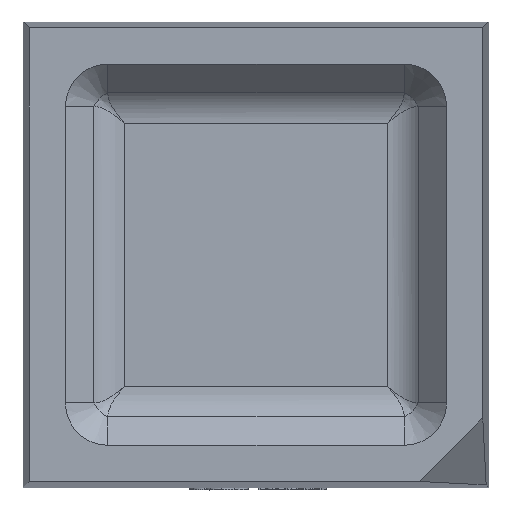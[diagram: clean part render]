
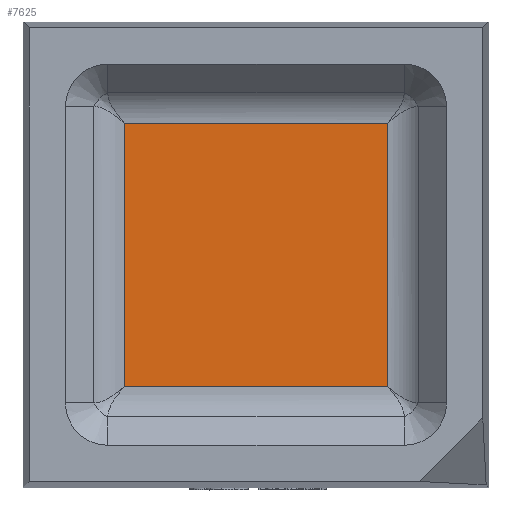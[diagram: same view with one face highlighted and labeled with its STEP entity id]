
A CAD part, top view. The second image highlights one B-rep face of the part: STEP entity #7625.
In plain terms, the highlighted planar face has unit normal (0, 0, 1).
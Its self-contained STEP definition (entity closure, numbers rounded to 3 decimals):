
#171 = DIRECTION ( 'NONE',  ( 1., 0., 0. ) ) ;
#340 = LINE ( 'NONE', #10312, #3965 ) ;
#1115 = DIRECTION ( 'NONE',  ( 0., 1., 0. ) ) ;
#1273 = CARTESIAN_POINT ( 'NONE',  ( -0.622, -0.622, 0.7 ) ) ;
#1828 = LINE ( 'NONE', #11976, #14837 ) ;
#2177 = LINE ( 'NONE', #15835, #3905 ) ;
#2728 = CARTESIAN_POINT ( 'NONE',  ( 0.622, 0.622, 0.7 ) ) ;
#2761 = EDGE_CURVE ( 'NONE', #14801, #9107, #1828, .T. ) ;
#3583 = DIRECTION ( 'NONE',  ( 0., -1., 0. ) ) ;
#3905 = VECTOR ( 'NONE', #10667, 1000. ) ;
#3965 = VECTOR ( 'NONE', #171, 1000. ) ;
#3966 = ORIENTED_EDGE ( 'NONE', *, *, #9453, .T. ) ;
#4927 = EDGE_LOOP ( 'NONE', ( #3966, #11931, #15412, #14187 ) ) ;
#5332 = VECTOR ( 'NONE', #1115, 1000. ) ;
#5432 = FACE_OUTER_BOUND ( 'NONE', #4927, .T. ) ;
#6011 = CARTESIAN_POINT ( 'NONE',  ( 0.7, 0.7, 0.7 ) ) ;
#7273 = CARTESIAN_POINT ( 'NONE',  ( -0.622, 0.622, 0.7 ) ) ;
#7625 = ADVANCED_FACE ( 'NONE', ( #5432 ), #9715, .T. ) ;
#8604 = LINE ( 'NONE', #12650, #5332 ) ;
#9107 = VERTEX_POINT ( 'NONE', #1273 ) ;
#9453 = EDGE_CURVE ( 'NONE', #9107, #12785, #340, .T. ) ;
#9715 = PLANE ( 'NONE',  #10022 ) ;
#10022 = AXIS2_PLACEMENT_3D ( 'NONE', #6011, #10894, #12137 ) ;
#10233 = CARTESIAN_POINT ( 'NONE',  ( 0.622, -0.622, 0.7 ) ) ;
#10312 = CARTESIAN_POINT ( 'NONE',  ( 0.7, -0.622, 0.7 ) ) ;
#10584 = EDGE_CURVE ( 'NONE', #12785, #12594, #8604, .T. ) ;
#10667 = DIRECTION ( 'NONE',  ( -1., 0., 0. ) ) ;
#10894 = DIRECTION ( 'NONE',  ( 0., 0., 1. ) ) ;
#11931 = ORIENTED_EDGE ( 'NONE', *, *, #10584, .T. ) ;
#11976 = CARTESIAN_POINT ( 'NONE',  ( -0.622, 0.7, 0.7 ) ) ;
#12137 = DIRECTION ( 'NONE',  ( 1., 0., 0. ) ) ;
#12594 = VERTEX_POINT ( 'NONE', #2728 ) ;
#12650 = CARTESIAN_POINT ( 'NONE',  ( 0.622, 0.7, 0.7 ) ) ;
#12785 = VERTEX_POINT ( 'NONE', #10233 ) ;
#12889 = EDGE_CURVE ( 'NONE', #12594, #14801, #2177, .T. ) ;
#14187 = ORIENTED_EDGE ( 'NONE', *, *, #2761, .T. ) ;
#14801 = VERTEX_POINT ( 'NONE', #7273 ) ;
#14837 = VECTOR ( 'NONE', #3583, 1000. ) ;
#15412 = ORIENTED_EDGE ( 'NONE', *, *, #12889, .T. ) ;
#15835 = CARTESIAN_POINT ( 'NONE',  ( 0.7, 0.622, 0.7 ) ) ;
